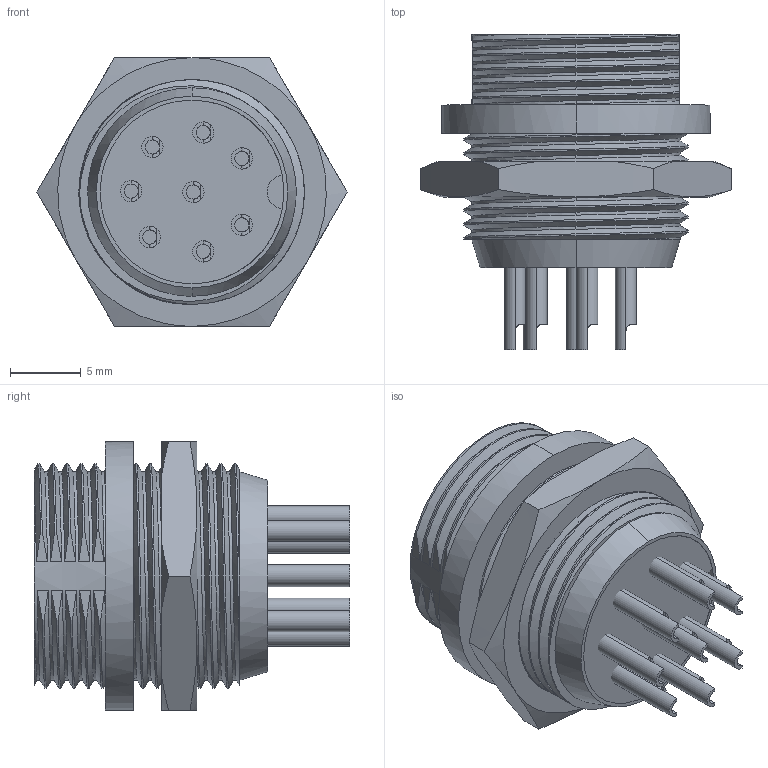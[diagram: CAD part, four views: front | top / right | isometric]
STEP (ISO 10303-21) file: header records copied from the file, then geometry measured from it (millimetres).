
FILE_DESCRIPTION (( 'STEP AP214' ), '1' );
FILE_NAME ('GX16-8.STEP', '2020-11-01T19:38:01', ( '' ), ( '' ), 'SwSTEP 2.0', 'SolidWorks 2019', '' );
FILE_SCHEMA (( 'AUTOMOTIVE_DESIGN' ));
Length unit declared in the file: millimetre
Products named in the file (12): GX16-8 Insulator; GX16-8 Pin 2; GX16-8 Pin 6; GX16-8 Pin 1; GX16-8; GX16-8 Inner Thread; GX16-8 Pin 5; GX16-8 Pin 3; GX16-8 Pin 8; GX16-8 Nut; GX16-8 Pin 7; GX16-8 Pin 4
Assembly tree (11 placements, depth 2):
  GX16-8
    GX16-8 Inner Thread
    GX16-8 Nut
    GX16-8 Pin 2
    GX16-8 Pin 5
    GX16-8 Pin 7
    GX16-8 Pin 6
    GX16-8 Pin 3
    GX16-8 Pin 4
    GX16-8 Pin 1
    GX16-8 Pin 8
    GX16-8 Insulator
Bounding box: 21.94 x 22.3 x 19 mm (x, y, z)
Volume: 783.4 mm3; surface area: 4014.5 mm2
Topology: 1 solids, 12 shells, 261 faces, 685 edges, 448 vertices
Faces by surface type: cylinder 114, plane 75, bspline 42, cone 30
Entity records: 18192 total; most frequent: CARTESIAN_POINT 11003, ORIENTED_EDGE 1360, DIRECTION 910, EDGE_CURVE 685, VERTEX_POINT 448, B_SPLINE_CURVE_WITH_KNOTS 341, AXIS2_PLACEMENT_3D 332, EDGE_LOOP 267
